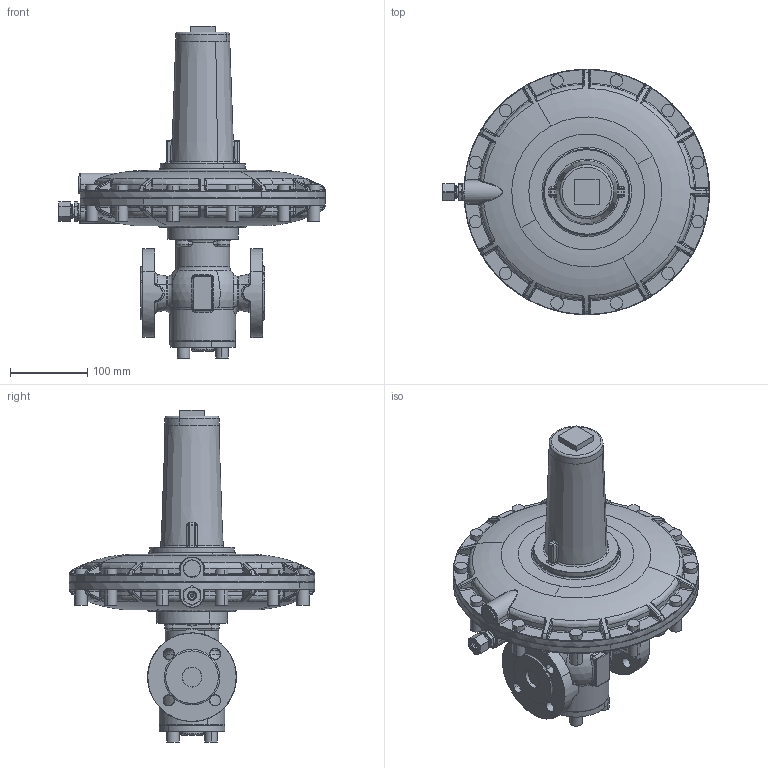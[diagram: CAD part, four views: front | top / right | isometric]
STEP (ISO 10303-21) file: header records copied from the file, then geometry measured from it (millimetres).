
FILE_DESCRIPTION(('CATIA V5 STEP'),'2;1');
FILE_NAME('R 101 DN 025-318.stp','2011-01-24T13:04:31+00:00',('none'),('none'),'CATIA Version 5 Release 19 SP 8 (IN-10)','CATIA V5 STEP AP214','none');
FILE_SCHEMA(('AUTOMOTIVE_DESIGN { 1 0 10303 214 1 1 1 1 }'));
Length unit declared in the file: millimetre
Products named in the file (1): R 101 DN 025-284
Bounding box: 345.76 x 318 x 430 mm (x, y, z)
Volume: 6625518.3 mm3; surface area: 382229.7 mm2
Topology: 1 solids, 17 shells, 1483 faces, 3693 edges, 2024 vertices
Faces by surface type: cylinder 391, bspline 364, torus 232, plane 202, cone 164, sphere 130
Entity records: 66883 total; most frequent: CARTESIAN_POINT 35650, ORIENTED_EDGE 6930, DIRECTION 3900, EDGE_CURVE 3465, AXIS2_PLACEMENT_3D 2343, VERTEX_POINT 2024, EDGE_LOOP 1525, ADVANCED_FACE 1483
